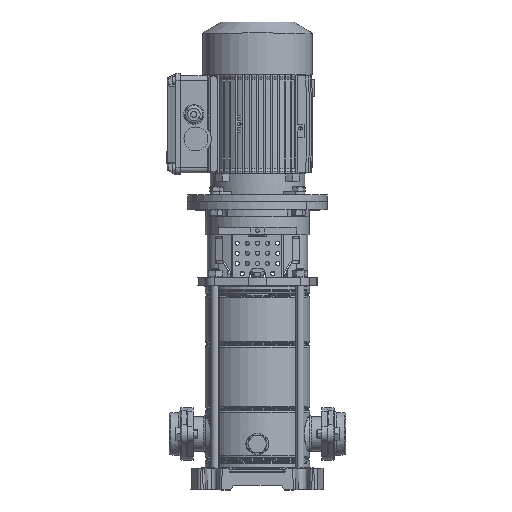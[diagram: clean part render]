
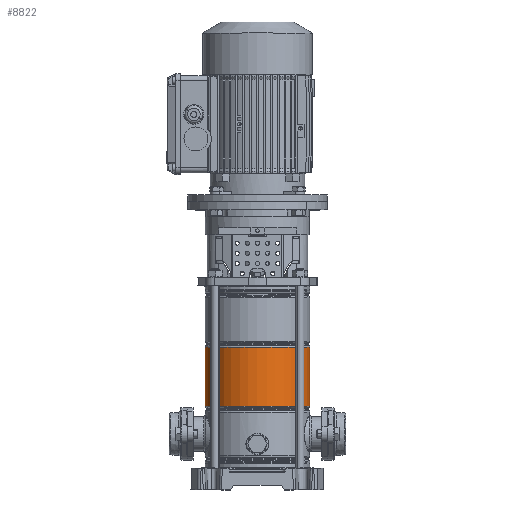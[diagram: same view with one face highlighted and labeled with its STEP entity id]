
A CAD part, top view. The second image highlights one B-rep face of the part: STEP entity #8822.
In plain terms, the highlighted cylindrical face has radius 74.9 mm (diameter 149.8 mm), a partial arc.
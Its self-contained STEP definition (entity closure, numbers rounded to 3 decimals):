
#215 = ORIENTED_EDGE ( 'NONE', *, *, #45761, .F. ) ;
#805 = DIRECTION ( 'NONE',  ( 0., 0., 1. ) ) ;
#1432 = DIRECTION ( 'NONE',  ( 1., 0., 0. ) ) ;
#1721 = CARTESIAN_POINT ( 'NONE',  ( 0., 0., 0. ) ) ;
#3498 = LINE ( 'NONE', #31097, #20366 ) ;
#8822 = ADVANCED_FACE ( 'NONE', ( #55977 ), #23609, .T. ) ;
#8873 = ORIENTED_EDGE ( 'NONE', *, *, #36123, .T. ) ;
#9040 = ORIENTED_EDGE ( 'NONE', *, *, #19203, .T. ) ;
#12854 = CIRCLE ( 'NONE', #62188, 74.9 ) ;
#15384 = AXIS2_PLACEMENT_3D ( 'NONE', #28686, #50619, #1432 ) ;
#18016 = DIRECTION ( 'NONE',  ( 1., 0., 0. ) ) ;
#19203 = EDGE_CURVE ( 'NONE', #38976, #37177, #41761, .T. ) ;
#19789 = ORIENTED_EDGE ( 'NONE', *, *, #47146, .T. ) ;
#20366 = VECTOR ( 'NONE', #53040, 1000. ) ;
#23609 = CYLINDRICAL_SURFACE ( 'NONE', #47006, 74.9 ) ;
#24274 = VECTOR ( 'NONE', #65003, 1000. ) ;
#27499 = VERTEX_POINT ( 'NONE', #58262 ) ;
#28269 = DIRECTION ( 'NONE',  ( 0., 0., -1. ) ) ;
#28686 = CARTESIAN_POINT ( 'NONE',  ( 0., 0., 171.221 ) ) ;
#31097 = CARTESIAN_POINT ( 'NONE',  ( -74.9, 0., 0. ) ) ;
#31605 = CARTESIAN_POINT ( 'NONE',  ( 74.9, 0., 86.779 ) ) ;
#32530 = CARTESIAN_POINT ( 'NONE',  ( 74.9, 0., 171.221 ) ) ;
#33597 = CARTESIAN_POINT ( 'NONE',  ( -74.9, 0., 171.221 ) ) ;
#36123 = EDGE_CURVE ( 'NONE', #37177, #27499, #3498, .T. ) ;
#37177 = VERTEX_POINT ( 'NONE', #33597 ) ;
#38976 = VERTEX_POINT ( 'NONE', #32530 ) ;
#39187 = CARTESIAN_POINT ( 'NONE',  ( 0., 0., 86.779 ) ) ;
#41761 = CIRCLE ( 'NONE', #15384, 74.9 ) ;
#45761 = EDGE_CURVE ( 'NONE', #38976, #55245, #64297, .T. ) ;
#46442 = CARTESIAN_POINT ( 'NONE',  ( 74.9, 0., 0. ) ) ;
#47006 = AXIS2_PLACEMENT_3D ( 'NONE', #1721, #28269, #68165 ) ;
#47146 = EDGE_CURVE ( 'NONE', #27499, #55245, #12854, .T. ) ;
#47464 = EDGE_LOOP ( 'NONE', ( #215, #9040, #8873, #19789 ) ) ;
#50619 = DIRECTION ( 'NONE',  ( 0., 0., -1. ) ) ;
#53040 = DIRECTION ( 'NONE',  ( 0., 0., -1. ) ) ;
#55245 = VERTEX_POINT ( 'NONE', #31605 ) ;
#55977 = FACE_OUTER_BOUND ( 'NONE', #47464, .T. ) ;
#58262 = CARTESIAN_POINT ( 'NONE',  ( -74.9, 0., 86.779 ) ) ;
#62188 = AXIS2_PLACEMENT_3D ( 'NONE', #39187, #805, #18016 ) ;
#64297 = LINE ( 'NONE', #46442, #24274 ) ;
#65003 = DIRECTION ( 'NONE',  ( 0., 0., -1. ) ) ;
#68165 = DIRECTION ( 'NONE',  ( -1., 0., 0. ) ) ;
